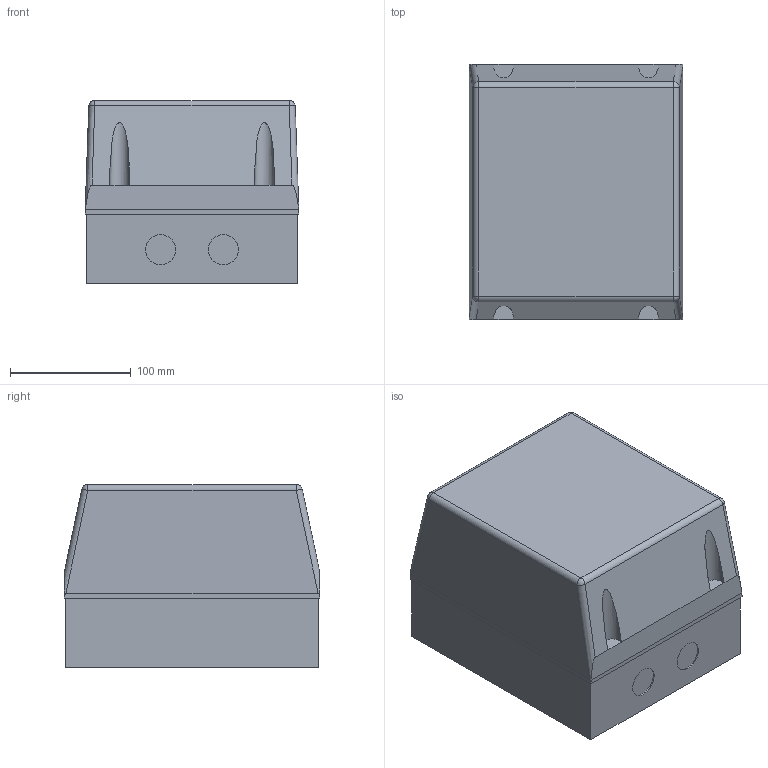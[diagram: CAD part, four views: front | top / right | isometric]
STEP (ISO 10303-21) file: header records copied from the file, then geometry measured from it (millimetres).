
FILE_DESCRIPTION((''),'2;1');
FILE_NAME('3d_M25N.stp','2014-06-05T08:04:41',(''),(''),'Mechanical Desktop 2011','Mechanical Desktop 2011',', , ');
FILE_SCHEMA(('CONFIG_CONTROL_DESIGN'));
Length unit declared in the file: millimetre
Products named in the file (1): Product
Bounding box: 177 x 212 x 151.5 mm (x, y, z)
Volume: 5361630.5 mm3; surface area: 183695.4 mm2
Topology: 1 solids, 1 shells, 57 faces, 134 edges, 80 vertices
Faces by surface type: plane 33, cylinder 20, sphere 4
Entity records: 1687 total; most frequent: DIRECTION 294, CARTESIAN_POINT 268, ORIENTED_EDGE 260, EDGE_CURVE 130, AXIS2_PLACEMENT_3D 106, VECTOR 82, LINE 82, VERTEX_POINT 80
